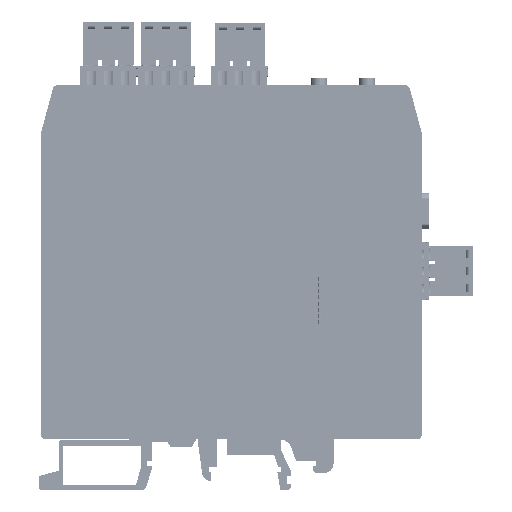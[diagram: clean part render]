
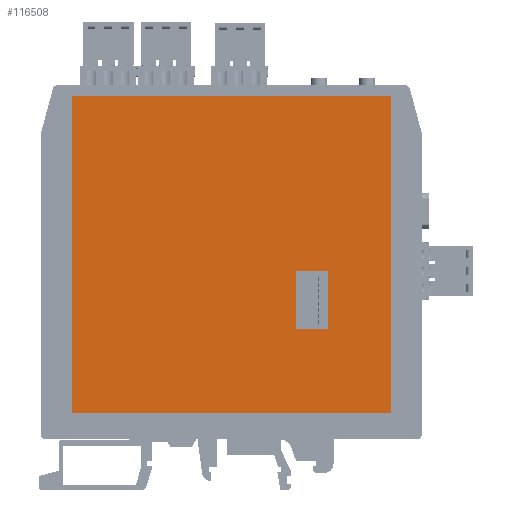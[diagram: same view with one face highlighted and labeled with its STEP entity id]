
A CAD part, front view. The second image highlights one B-rep face of the part: STEP entity #116508.
In plain terms, the highlighted planar face has unit normal (0, -1, 0).
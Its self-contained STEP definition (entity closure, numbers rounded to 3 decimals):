
#3420=FACE_BOUND('',#37993,.T.);
#5259=LINE('',#163644,#18110);
#5262=LINE('',#163650,#18113);
#5267=LINE('',#163659,#18118);
#5268=LINE('',#163663,#18119);
#5269=LINE('',#163665,#18120);
#5270=LINE('',#163667,#18121);
#5271=LINE('',#163668,#18122);
#5272=LINE('',#163669,#18123);
#18110=VECTOR('',#133525,10.);
#18113=VECTOR('',#133530,10.);
#18118=VECTOR('',#133537,10.);
#18119=VECTOR('',#133540,1.);
#18120=VECTOR('',#133541,1.);
#18121=VECTOR('',#133542,1.);
#18122=VECTOR('',#133543,1.);
#18123=VECTOR('',#133544,10.);
#31499=FACE_OUTER_BOUND('',#37992,.T.);
#37992=EDGE_LOOP('',(#78830,#78831,#78832,#78833));
#37993=EDGE_LOOP('',(#78834,#78835,#78836,#78837));
#47968=VERTEX_POINT('',#163640);
#47970=VERTEX_POINT('',#163643);
#47972=VERTEX_POINT('',#163649);
#47975=VERTEX_POINT('',#163656);
#47976=VERTEX_POINT('',#163661);
#47977=VERTEX_POINT('',#163662);
#47978=VERTEX_POINT('',#163664);
#47979=VERTEX_POINT('',#163666);
#59994=EDGE_CURVE('',#47968,#47970,#5259,.T.);
#59997=EDGE_CURVE('',#47972,#47970,#5262,.T.);
#60002=EDGE_CURVE('',#47975,#47972,#5267,.T.);
#60003=EDGE_CURVE('',#47976,#47977,#5268,.T.);
#60004=EDGE_CURVE('',#47978,#47976,#5269,.T.);
#60005=EDGE_CURVE('',#47979,#47978,#5270,.T.);
#60006=EDGE_CURVE('',#47977,#47979,#5271,.T.);
#60007=EDGE_CURVE('',#47968,#47975,#5272,.T.);
#78830=ORIENTED_EDGE('',*,*,#60003,.F.);
#78831=ORIENTED_EDGE('',*,*,#60004,.F.);
#78832=ORIENTED_EDGE('',*,*,#60005,.F.);
#78833=ORIENTED_EDGE('',*,*,#60006,.F.);
#78834=ORIENTED_EDGE('',*,*,#60007,.T.);
#78835=ORIENTED_EDGE('',*,*,#60002,.T.);
#78836=ORIENTED_EDGE('',*,*,#59997,.T.);
#78837=ORIENTED_EDGE('',*,*,#59994,.F.);
#112145=PLANE('',#123283);
#116508=ADVANCED_FACE('',(#31499,#3420),#112145,.F.);
#123283=AXIS2_PLACEMENT_3D('',#163660,#133538,#133539);
#133525=DIRECTION('',(0.,0.,-1.));
#133530=DIRECTION('',(-1.,0.,0.));
#133537=DIRECTION('',(0.,0.,-1.));
#133538=DIRECTION('center_axis',(0.,1.,0.));
#133539=DIRECTION('ref_axis',(-1.,0.,0.));
#133540=DIRECTION('',(0.,0.,1.));
#133541=DIRECTION('',(-1.,0.,0.));
#133542=DIRECTION('',(0.,0.,-1.));
#133543=DIRECTION('',(1.,0.,0.));
#133544=DIRECTION('',(1.,0.,0.));
#163640=CARTESIAN_POINT('',(112.417,-5.759,17.44));
#163643=CARTESIAN_POINT('',(112.417,-5.759,5.44));
#163644=CARTESIAN_POINT('',(112.417,-5.759,-5.91));
#163649=CARTESIAN_POINT('',(119.117,-5.759,5.44));
#163650=CARTESIAN_POINT('',(153.206,-5.759,5.44));
#163656=CARTESIAN_POINT('',(119.117,-5.759,17.44));
#163659=CARTESIAN_POINT('',(119.117,-5.759,-6.01));
#163660=CARTESIAN_POINT('Origin',(188.195,-5.759,-17.46));
#163661=CARTESIAN_POINT('',(65.942,-5.759,-12.06));
#163662=CARTESIAN_POINT('',(65.942,-5.759,53.84));
#163663=CARTESIAN_POINT('',(65.942,-5.759,-12.06));
#163664=CARTESIAN_POINT('',(132.142,-5.759,-12.06));
#163665=CARTESIAN_POINT('',(132.142,-5.759,-12.06));
#163666=CARTESIAN_POINT('',(132.142,-5.759,53.84));
#163667=CARTESIAN_POINT('',(132.142,-5.759,53.84));
#163668=CARTESIAN_POINT('',(65.942,-5.759,53.84));
#163669=CARTESIAN_POINT('',(153.206,-5.759,17.44));
